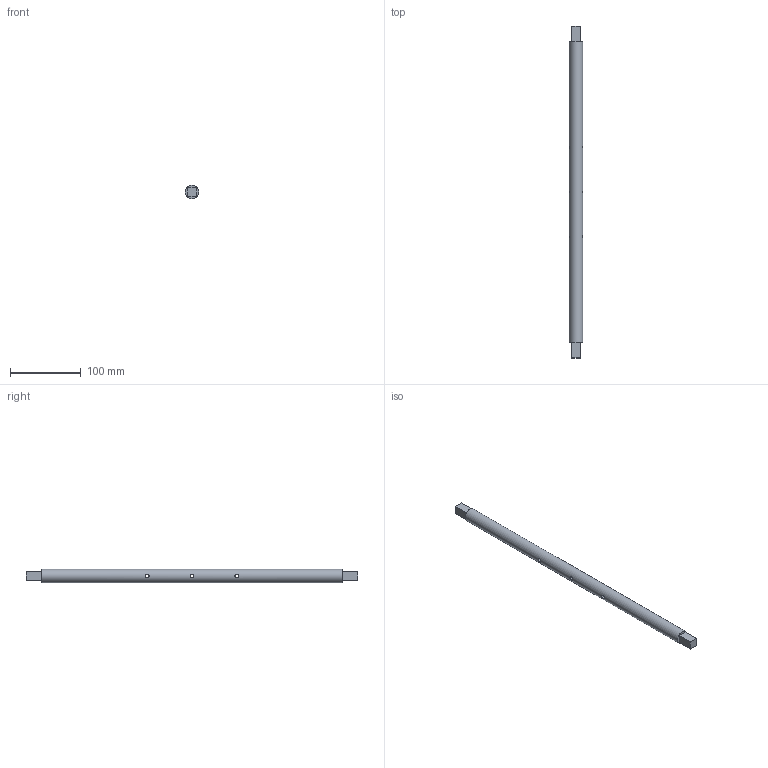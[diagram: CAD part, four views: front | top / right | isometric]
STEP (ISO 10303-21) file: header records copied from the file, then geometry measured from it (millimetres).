
FILE_DESCRIPTION(/* description */ (''),/* implementation_level */ '2;1');
FILE_NAME(/* name */ 'GE-18026.ipt.stp',/* time_stamp */ '2018-01-01T11:17:05-08:00',/* author */ ('PhillipD'),/* organization */ (''),/* preprocessor_version */ 'ST-DEVELOPER v16.13',/* originating_system */ 'Autodesk Inventor 2018',/* authorisation */ '');
FILE_SCHEMA (('AUTOMOTIVE_DESIGN { 1 0 10303 214 3 1 1 }'));
Length unit declared in the file: inch
Products named in the file (1): GE-18026
Bounding box: 19.05 x 469.9 x 19.05 mm (x, y, z)
Volume: 126777.1 mm3; surface area: 29074.1 mm2
Topology: 1 solids, 1 shells, 16 faces, 36 edges, 24 vertices
Faces by surface type: plane 12, cylinder 4
Full cylindrical faces by diameter (mm): 5.558 x3, 19.05 x1
Entity records: 668 total; most frequent: CARTESIAN_POINT 271, ORIENTED_EDGE 64, DIRECTION 62, EDGE_CURVE 32, EDGE_LOOP 28, LINE 24, VECTOR 24, VERTEX_POINT 24
